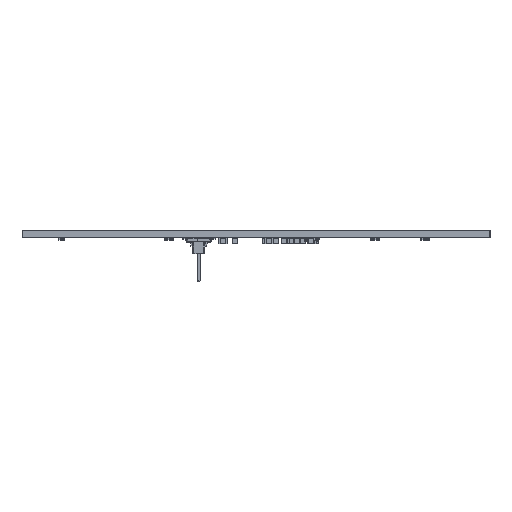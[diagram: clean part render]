
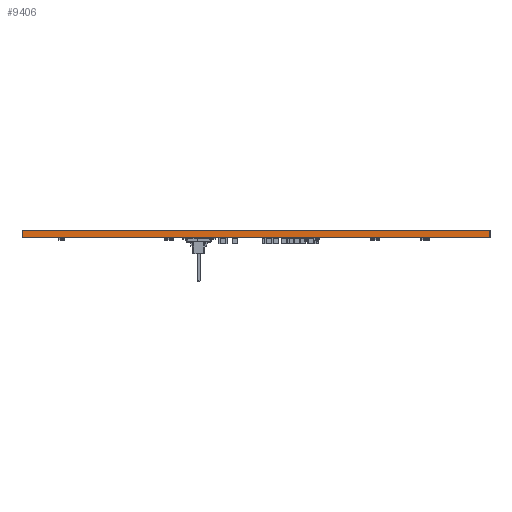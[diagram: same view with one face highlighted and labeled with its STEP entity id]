
A CAD part, left-side view. The second image highlights one B-rep face of the part: STEP entity #9406.
In plain terms, the highlighted planar face has unit normal (-1, 0, 0).
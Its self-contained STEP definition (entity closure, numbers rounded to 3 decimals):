
#9350 = VERTEX_POINT('',#9351);
#9351 = CARTESIAN_POINT('',(84.907,-230.593,1.6));
#9357 = EDGE_CURVE('',#9358,#9350,#9360,.T.);
#9358 = VERTEX_POINT('',#9359);
#9359 = CARTESIAN_POINT('',(84.907,-230.593,0.));
#9360 = LINE('',#9361,#9362);
#9361 = CARTESIAN_POINT('',(84.907,-230.593,0.));
#9362 = VECTOR('',#9363,1.);
#9363 = DIRECTION('',(0.,0.,1.));
#9406 = ADVANCED_FACE('',(#9407),#9432,.T.);
#9407 = FACE_BOUND('',#9408,.T.);
#9408 = EDGE_LOOP('',(#9409,#9410,#9418,#9426));
#9409 = ORIENTED_EDGE('',*,*,#9357,.T.);
#9410 = ORIENTED_EDGE('',*,*,#9411,.T.);
#9411 = EDGE_CURVE('',#9350,#9412,#9414,.T.);
#9412 = VERTEX_POINT('',#9413);
#9413 = CARTESIAN_POINT('',(84.907,-130.593,1.6));
#9414 = LINE('',#9415,#9416);
#9415 = CARTESIAN_POINT('',(84.907,-230.593,1.6));
#9416 = VECTOR('',#9417,1.);
#9417 = DIRECTION('',(0.,1.,0.));
#9418 = ORIENTED_EDGE('',*,*,#9419,.F.);
#9419 = EDGE_CURVE('',#9420,#9412,#9422,.T.);
#9420 = VERTEX_POINT('',#9421);
#9421 = CARTESIAN_POINT('',(84.907,-130.593,0.));
#9422 = LINE('',#9423,#9424);
#9423 = CARTESIAN_POINT('',(84.907,-130.593,0.));
#9424 = VECTOR('',#9425,1.);
#9425 = DIRECTION('',(0.,0.,1.));
#9426 = ORIENTED_EDGE('',*,*,#9427,.F.);
#9427 = EDGE_CURVE('',#9358,#9420,#9428,.T.);
#9428 = LINE('',#9429,#9430);
#9429 = CARTESIAN_POINT('',(84.907,-230.593,0.));
#9430 = VECTOR('',#9431,1.);
#9431 = DIRECTION('',(0.,1.,0.));
#9432 = PLANE('',#9433);
#9433 = AXIS2_PLACEMENT_3D('',#9434,#9435,#9436);
#9434 = CARTESIAN_POINT('',(84.907,-230.593,0.));
#9435 = DIRECTION('',(-1.,0.,0.));
#9436 = DIRECTION('',(0.,1.,0.));
